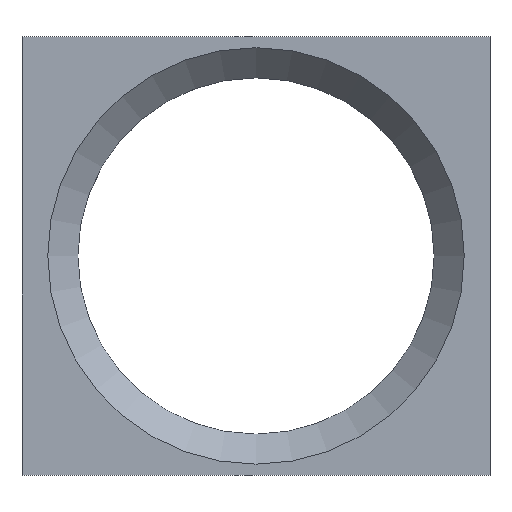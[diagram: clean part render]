
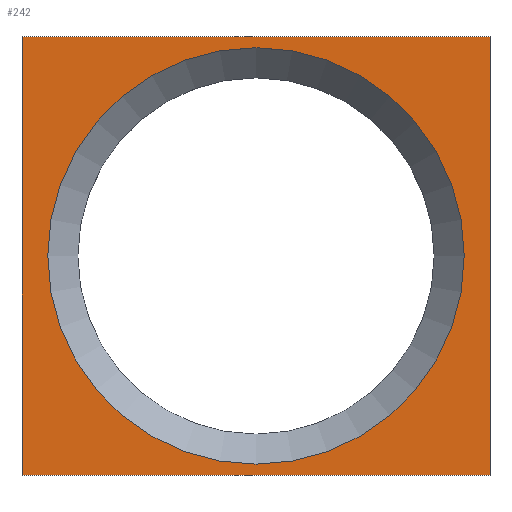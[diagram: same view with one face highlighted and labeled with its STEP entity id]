
A CAD part, top view. The second image highlights one B-rep face of the part: STEP entity #242.
In plain terms, the highlighted planar face has unit normal (0, 0, 1).
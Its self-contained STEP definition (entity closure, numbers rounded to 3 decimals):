
#16=FACE_BOUND('',#51,.T.);
#22=PLANE('',#263);
#33=FACE_OUTER_BOUND('',#50,.T.);
#50=EDGE_LOOP('',(#177,#178,#179,#180));
#51=EDGE_LOOP('',(#181));
#73=LINE('',#378,#92);
#74=LINE('',#380,#93);
#75=LINE('',#382,#94);
#76=LINE('',#383,#95);
#92=VECTOR('',#300,10.);
#93=VECTOR('',#301,10.);
#94=VECTOR('',#302,10.);
#95=VECTOR('',#303,10.);
#110=CIRCLE('',#261,12.115);
#122=VERTEX_POINT('',#370);
#124=VERTEX_POINT('',#376);
#125=VERTEX_POINT('',#377);
#126=VERTEX_POINT('',#379);
#127=VERTEX_POINT('',#381);
#142=EDGE_CURVE('',#122,#122,#110,.T.);
#145=EDGE_CURVE('',#124,#125,#73,.T.);
#146=EDGE_CURVE('',#125,#126,#74,.T.);
#147=EDGE_CURVE('',#126,#127,#75,.T.);
#148=EDGE_CURVE('',#127,#124,#76,.T.);
#177=ORIENTED_EDGE('',*,*,#145,.T.);
#178=ORIENTED_EDGE('',*,*,#146,.T.);
#179=ORIENTED_EDGE('',*,*,#147,.T.);
#180=ORIENTED_EDGE('',*,*,#148,.T.);
#181=ORIENTED_EDGE('',*,*,#142,.T.);
#242=ADVANCED_FACE('',(#33,#16),#22,.T.);
#261=AXIS2_PLACEMENT_3D('',#371,#293,#294);
#263=AXIS2_PLACEMENT_3D('',#375,#298,#299);
#293=DIRECTION('center_axis',(0.,0.,-1.));
#294=DIRECTION('ref_axis',(-1.,0.,0.));
#298=DIRECTION('center_axis',(0.,0.,1.));
#299=DIRECTION('ref_axis',(1.,0.,0.));
#300=DIRECTION('',(0.,-1.,0.));
#301=DIRECTION('',(1.,0.,0.));
#302=DIRECTION('',(0.,1.,0.));
#303=DIRECTION('',(-1.,0.,0.));
#370=CARTESIAN_POINT('',(12.115,-0.756,4.41));
#371=CARTESIAN_POINT('Origin',(0.,-0.756,4.41));
#375=CARTESIAN_POINT('Origin',(0.,-0.757,4.41));
#376=CARTESIAN_POINT('',(-13.613,12.007,4.41));
#377=CARTESIAN_POINT('',(-13.613,-13.52,4.41));
#378=CARTESIAN_POINT('',(-13.613,5.625,4.41));
#379=CARTESIAN_POINT('',(13.613,-13.52,4.41));
#380=CARTESIAN_POINT('',(-6.807,-13.52,4.41));
#381=CARTESIAN_POINT('',(13.613,12.007,4.41));
#382=CARTESIAN_POINT('',(13.613,-7.138,4.41));
#383=CARTESIAN_POINT('',(6.807,12.007,4.41));
